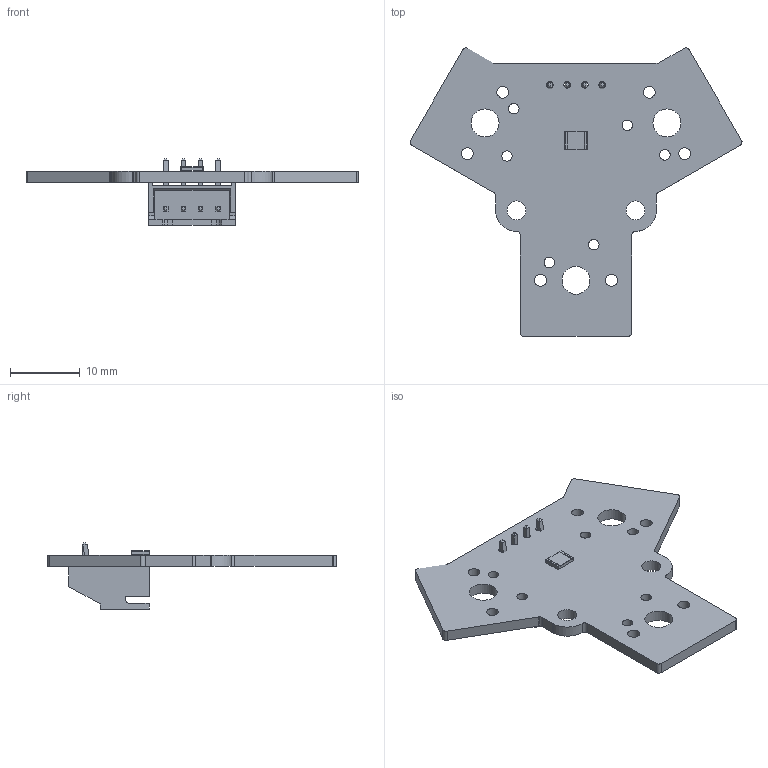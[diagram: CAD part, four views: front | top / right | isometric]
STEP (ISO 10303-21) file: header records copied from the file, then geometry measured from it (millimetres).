
FILE_DESCRIPTION(('KiCad electronic assembly'),'2;1');
FILE_NAME('button_pcb.step','2025-01-07T18:48:56',('Pcbnew'),('Kicad'), 'Open CASCADE STEP processor 7.8','KiCad to STEP converter','Unknown' );
FILE_SCHEMA(('AUTOMOTIVE_DESIGN { 1 0 10303 214 1 1 1 1 }'));
Length unit declared in the file: millimetre
Products named in the file (6): button_pcb 1; R_1210_3225Metric; JST_XH_S4B-XH-A_1x04_P2.50mm_Horizontal; JST_S4B_XH_A; large_button_PCB
Assembly tree (5 placements, depth 3):
  button_pcb 1
    R_1210_3225Metric
      R_1210_3225Metric
    JST_XH_S4B-XH-A_1x04_P2.50mm_Horizontal
      JST_S4B_XH_A
    large_button_PCB
Bounding box: 47.47 x 41.25 x 9.5 mm (x, y, z)
Volume: 1918.9 mm3; surface area: 3302.2 mm2
Topology: 3 solids, 3 shells, 254 faces, 690 edges, 450 vertices
Faces by surface type: plane 199, cylinder 55
Full cylindrical faces by diameter (mm): 0.95 x4, 1.5 x6, 1.7 x6, 2.7 x2, 4 x3
Entity records: 9437 total; most frequent: CARTESIAN_POINT 1400, ORIENTED_EDGE 1380, DIRECTION 1320, EDGE_CURVE 690, LINE 580, VECTOR 580, VERTEX_POINT 450, AXIS2_PLACEMENT_3D 370
